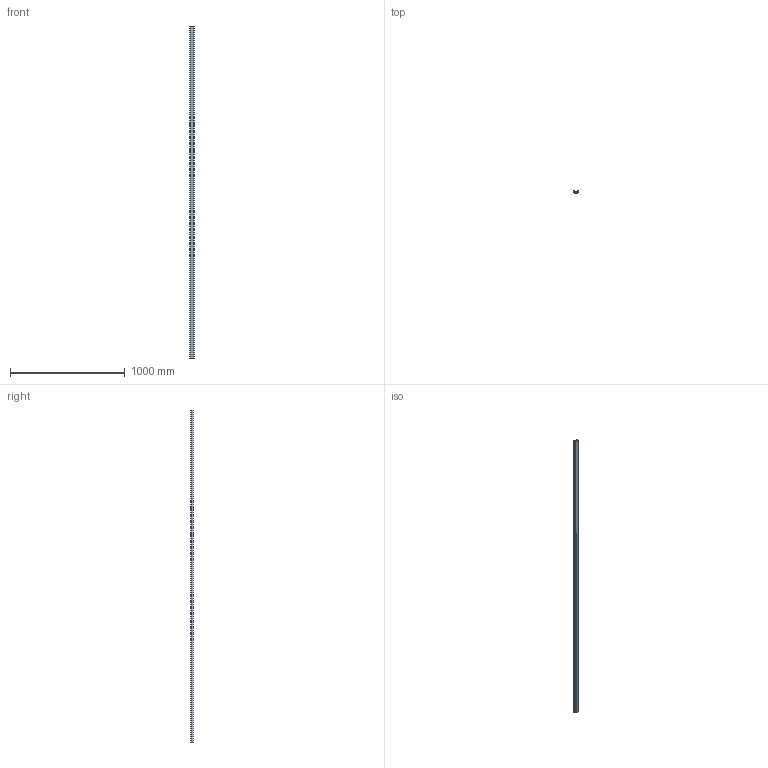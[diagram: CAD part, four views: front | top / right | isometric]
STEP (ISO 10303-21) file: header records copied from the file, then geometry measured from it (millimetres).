
FILE_DESCRIPTION (( 'STEP AP203' ), '1' );
FILE_NAME ('2019.STEP', '2017-05-26T15:56:42', ( 'admin' ), ( 'Hewlett-Packard Company' ), 'SwSTEP 2.0', 'SolidWorks 2017', '' );
FILE_SCHEMA (( 'CONFIG_CONTROL_DESIGN' ));
Length unit declared in the file: inch
Products named in the file (1): 2019
Bounding box: 40.36 x 22.66 x 2895.6 mm (x, y, z)
Volume: 935247.9 mm3; surface area: 554496.9 mm2
Topology: 1 solids, 1 shells, 63 faces, 183 edges, 122 vertices
Faces by surface type: plane 39, cylinder 24
Entity records: 2164 total; most frequent: CARTESIAN_POINT 369, ORIENTED_EDGE 366, DIRECTION 359, EDGE_CURVE 183, LINE 135, VECTOR 135, VERTEX_POINT 122, AXIS2_PLACEMENT_3D 112
